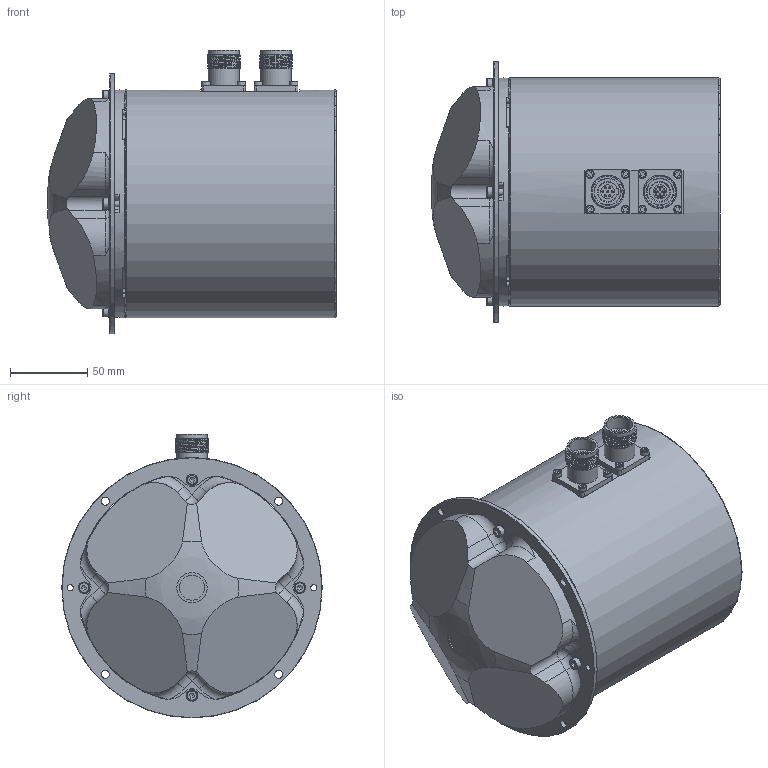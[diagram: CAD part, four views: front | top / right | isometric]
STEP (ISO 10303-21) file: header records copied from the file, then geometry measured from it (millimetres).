
FILE_DESCRIPTION(/* description */ (''),/* implementation_level */ '2;1');
FILE_NAME(/* name */ '8334-000-9902-A1.stp',/* time_stamp */ '2021-07-16T10:04:10+01:00',/* author */ ('db'),/* organization */ (''),/* preprocessor_version */ 'ST-DEVELOPER v18.1',/* originating_system */ 'Autodesk Inventor 2022',/* authorisation */ '');
FILE_SCHEMA (('AUTOMOTIVE_DESIGN { 1 0 10303 214 3 1 1 }'));
Length unit declared in the file: millimetre
Products named in the file (1): 8334-000-9902-A1
Bounding box: 187 x 169 x 184.2 mm (x, y, z)
Volume: 2939934.3 mm3; surface area: 137089.2 mm2
Topology: 1 solids, 1 shells, 529 faces, 1299 edges, 835 vertices
Faces by surface type: plane 260, cylinder 191, cone 28, bspline 26, torus 20, sphere 4
Full cylindrical faces by diameter (mm): 1.1 x14, 1.3 x7, 3.242 x5, 3.46 x2, 4 x6, 4.1 x4, 4.134 x4, 4.2 x4, 4.3 x2, 5.2 x4, 5.45 x8, 6 x4, 6.9 x2, 7 x2, 7.5 x4, 9 x2, 12.7 x1, 15 x2, 16.18 x1, 17 x2, 20 x4, 20.2 x8, 21.5 x8, 148 x1, 169 x1
Entity records: 18430 total; most frequent: CARTESIAN_POINT 5773, DIRECTION 2714, ORIENTED_EDGE 2574, EDGE_CURVE 1287, AXIS2_PLACEMENT_3D 1044, VERTEX_POINT 835, EDGE_LOOP 632, LINE 626
